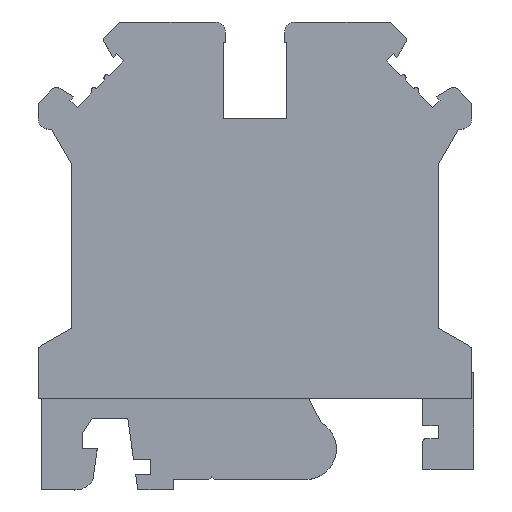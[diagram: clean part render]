
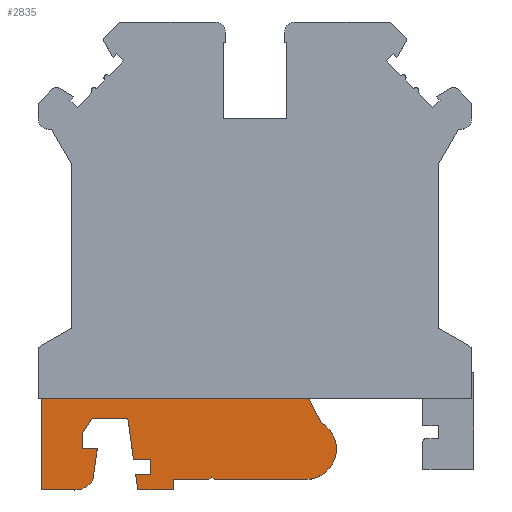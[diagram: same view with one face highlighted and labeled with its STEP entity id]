
A CAD part, top view. The second image highlights one B-rep face of the part: STEP entity #2835.
In plain terms, the highlighted planar face has unit normal (0, 0, 1).
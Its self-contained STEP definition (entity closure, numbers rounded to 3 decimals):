
#823=CARTESIAN_POINT('',(5.,-32.458,2.5));
#824=DIRECTION('',(0.,0.,1.));
#825=DIRECTION('',(0.,-1.,0.));
#826=AXIS2_PLACEMENT_3D('',#823,#824,#825);
#869=DIRECTION('',(1.,0.,0.));
#870=VECTOR('',#869,26.28);
#871=CARTESIAN_POINT('',(-21.,-27.5,2.5));
#872=LINE('',#871,#870);
#873=DIRECTION('',(0.459,-0.888,0.));
#874=VECTOR('',#873,2.656);
#875=CARTESIAN_POINT('',(5.28,-27.5,2.5));
#876=LINE('',#875,#874);
#877=DIRECTION('',(-1.,0.,0.));
#878=VECTOR('',#877,9.);
#879=CARTESIAN_POINT('',(5.,-35.458,2.5));
#880=LINE('',#879,#878);
#881=DIRECTION('',(-0.707,0.707,0.));
#882=VECTOR('',#881,0.345);
#883=CARTESIAN_POINT('',(-4.,-35.458,2.5));
#884=LINE('',#883,#882);
#885=DIRECTION('',(-0.766,-0.643,0.));
#886=VECTOR('',#885,0.379);
#887=CARTESIAN_POINT('',(-4.244,-35.214,2.5));
#888=LINE('',#887,#886);
#889=DIRECTION('',(-1.,0.,0.));
#890=VECTOR('',#889,3.482);
#891=CARTESIAN_POINT('',(-4.534,-35.458,2.5));
#892=LINE('',#891,#890);
#893=DIRECTION('',(0.,-1.,0.));
#894=VECTOR('',#893,1.);
#895=CARTESIAN_POINT('',(-8.016,-35.458,2.5));
#896=LINE('',#895,#894);
#897=DIRECTION('',(-1.,0.,0.));
#898=VECTOR('',#897,3.5);
#899=CARTESIAN_POINT('',(-8.016,-36.458,2.5));
#900=LINE('',#899,#898);
#901=DIRECTION('',(-0.139,0.99,0.));
#902=VECTOR('',#901,1.515);
#903=CARTESIAN_POINT('',(-11.516,-36.458,2.5));
#904=LINE('',#903,#902);
#905=DIRECTION('',(1.,0.,0.));
#906=VECTOR('',#905,1.5);
#907=CARTESIAN_POINT('',(-11.727,-34.958,2.5));
#908=LINE('',#907,#906);
#909=DIRECTION('',(0.,1.,0.));
#910=VECTOR('',#909,1.5);
#911=CARTESIAN_POINT('',(-10.227,-34.958,2.5));
#912=LINE('',#911,#910);
#913=DIRECTION('',(-1.,0.,0.));
#914=VECTOR('',#913,1.711);
#915=CARTESIAN_POINT('',(-10.227,-33.458,2.5));
#916=LINE('',#915,#914);
#917=DIRECTION('',(-0.139,0.99,0.));
#918=VECTOR('',#917,4.039);
#919=CARTESIAN_POINT('',(-11.938,-33.458,2.5));
#920=LINE('',#919,#918);
#921=DIRECTION('',(-1.,0.,0.));
#922=VECTOR('',#921,3.5);
#923=CARTESIAN_POINT('',(-12.5,-29.458,2.5));
#924=LINE('',#923,#922);
#925=DIRECTION('',(-0.555,-0.832,0.));
#926=VECTOR('',#925,1.803);
#927=CARTESIAN_POINT('',(-16.,-29.458,2.5));
#928=LINE('',#927,#926);
#929=DIRECTION('',(0.,-1.,0.));
#930=VECTOR('',#929,1.5);
#931=CARTESIAN_POINT('',(-17.,-30.958,2.5));
#932=LINE('',#931,#930);
#933=DIRECTION('',(1.,0.,0.));
#934=VECTOR('',#933,1.5);
#935=CARTESIAN_POINT('',(-17.,-32.458,2.5));
#936=LINE('',#935,#934);
#937=DIRECTION('',(-0.139,-0.99,0.));
#938=VECTOR('',#937,3.029);
#939=CARTESIAN_POINT('',(-15.5,-32.458,2.5));
#940=LINE('',#939,#938);
#941=CARTESIAN_POINT('',(-17.669,-34.485,2.5));
#942=DIRECTION('',(0.,0.,-1.));
#943=DIRECTION('',(0.874,-0.486,0.));
#944=AXIS2_PLACEMENT_3D('',#941,#942,#943);
#946=DIRECTION('',(-1.,0.,0.));
#947=VECTOR('',#946,3.);
#948=CARTESIAN_POINT('',(-18.,-36.458,2.5));
#949=LINE('',#948,#947);
#950=DIRECTION('',(0.,1.,0.));
#951=VECTOR('',#950,8.958);
#952=CARTESIAN_POINT('',(-21.,-36.458,2.5));
#953=LINE('',#952,#951);
#1739=CARTESIAN_POINT('',(-21.,-27.5,2.5));
#1740=CARTESIAN_POINT('',(5.28,-27.5,2.5));
#1741=VERTEX_POINT('',#1739);
#1742=VERTEX_POINT('',#1740);
#1743=CARTESIAN_POINT('',(6.5,-29.86,2.5));
#1744=VERTEX_POINT('',#1743);
#1747=CARTESIAN_POINT('',(5.,-35.458,2.5));
#1748=CARTESIAN_POINT('',(-4.,-35.458,2.5));
#1749=VERTEX_POINT('',#1747);
#1750=VERTEX_POINT('',#1748);
#1755=CARTESIAN_POINT('',(-4.244,-35.214,2.5));
#1756=VERTEX_POINT('',#1755);
#1759=CARTESIAN_POINT('',(-4.534,-35.458,2.5));
#1760=VERTEX_POINT('',#1759);
#1763=CARTESIAN_POINT('',(-8.016,-35.458,2.5));
#1764=VERTEX_POINT('',#1763);
#1767=CARTESIAN_POINT('',(-8.016,-36.458,2.5));
#1768=VERTEX_POINT('',#1767);
#1771=CARTESIAN_POINT('',(-11.516,-36.458,2.5));
#1772=VERTEX_POINT('',#1771);
#1775=CARTESIAN_POINT('',(-11.727,-34.958,2.5));
#1776=VERTEX_POINT('',#1775);
#1779=CARTESIAN_POINT('',(-10.227,-34.958,2.5));
#1780=VERTEX_POINT('',#1779);
#1783=CARTESIAN_POINT('',(-10.227,-33.458,2.5));
#1784=VERTEX_POINT('',#1783);
#1787=CARTESIAN_POINT('',(-11.938,-33.458,2.5));
#1788=VERTEX_POINT('',#1787);
#1791=CARTESIAN_POINT('',(-12.5,-29.458,2.5));
#1792=VERTEX_POINT('',#1791);
#1795=CARTESIAN_POINT('',(-16.,-29.458,2.5));
#1796=VERTEX_POINT('',#1795);
#1799=CARTESIAN_POINT('',(-17.,-30.958,2.5));
#1800=VERTEX_POINT('',#1799);
#1803=CARTESIAN_POINT('',(-17.,-32.458,2.5));
#1804=VERTEX_POINT('',#1803);
#1807=CARTESIAN_POINT('',(-15.5,-32.458,2.5));
#1808=VERTEX_POINT('',#1807);
#1811=CARTESIAN_POINT('',(-15.922,-35.458,2.5));
#1812=VERTEX_POINT('',#1811);
#1815=CARTESIAN_POINT('',(-18.,-36.458,2.5));
#1816=VERTEX_POINT('',#1815);
#1819=CARTESIAN_POINT('',(-21.,-36.458,2.5));
#1820=VERTEX_POINT('',#1819);
#2806=CARTESIAN_POINT('',(0.,0.,2.5));
#2807=DIRECTION('',(0.,0.,1.));
#2808=DIRECTION('',(1.,0.,0.));
#2809=AXIS2_PLACEMENT_3D('',#2806,#2807,#2808);
#2810=PLANE('',#2809);
#2811=ORIENTED_EDGE('',*,*,#2457,.T.);
#2812=ORIENTED_EDGE('',*,*,#2771,.T.);
#2813=ORIENTED_EDGE('',*,*,#2757,.F.);
#2814=ORIENTED_EDGE('',*,*,#2742,.T.);
#2815=ORIENTED_EDGE('',*,*,#2727,.T.);
#2816=ORIENTED_EDGE('',*,*,#2712,.T.);
#2817=ORIENTED_EDGE('',*,*,#2697,.T.);
#2818=ORIENTED_EDGE('',*,*,#2682,.T.);
#2819=ORIENTED_EDGE('',*,*,#2667,.T.);
#2820=ORIENTED_EDGE('',*,*,#2652,.T.);
#2821=ORIENTED_EDGE('',*,*,#2637,.T.);
#2822=ORIENTED_EDGE('',*,*,#2622,.T.);
#2823=ORIENTED_EDGE('',*,*,#2607,.T.);
#2824=ORIENTED_EDGE('',*,*,#2592,.T.);
#2825=ORIENTED_EDGE('',*,*,#2577,.T.);
#2826=ORIENTED_EDGE('',*,*,#2562,.T.);
#2827=ORIENTED_EDGE('',*,*,#2547,.T.);
#2828=ORIENTED_EDGE('',*,*,#2532,.T.);
#2829=ORIENTED_EDGE('',*,*,#2517,.T.);
#2830=ORIENTED_EDGE('',*,*,#2502,.T.);
#2831=ORIENTED_EDGE('',*,*,#2487,.T.);
#2832=ORIENTED_EDGE('',*,*,#2472,.T.);
#2833=EDGE_LOOP('',(#2811,#2812,#2813,#2814,#2815,#2816,#2817,#2818,#2819,#2820,
#2821,#2822,#2823,#2824,#2825,#2826,#2827,#2828,#2829,#2830,#2831,#2832));
#2834=FACE_OUTER_BOUND('',#2833,.F.);
#827=CIRCLE('',#826,3.);
#945=CIRCLE('',#944,2.);
#2457=EDGE_CURVE('',#1741,#1742,#872,.T.);
#2472=EDGE_CURVE('',#1820,#1741,#953,.T.);
#2487=EDGE_CURVE('',#1816,#1820,#949,.T.);
#2502=EDGE_CURVE('',#1812,#1816,#945,.T.);
#2517=EDGE_CURVE('',#1808,#1812,#940,.T.);
#2532=EDGE_CURVE('',#1804,#1808,#936,.T.);
#2547=EDGE_CURVE('',#1800,#1804,#932,.T.);
#2562=EDGE_CURVE('',#1796,#1800,#928,.T.);
#2577=EDGE_CURVE('',#1792,#1796,#924,.T.);
#2592=EDGE_CURVE('',#1788,#1792,#920,.T.);
#2607=EDGE_CURVE('',#1784,#1788,#916,.T.);
#2622=EDGE_CURVE('',#1780,#1784,#912,.T.);
#2637=EDGE_CURVE('',#1776,#1780,#908,.T.);
#2652=EDGE_CURVE('',#1772,#1776,#904,.T.);
#2667=EDGE_CURVE('',#1768,#1772,#900,.T.);
#2682=EDGE_CURVE('',#1764,#1768,#896,.T.);
#2697=EDGE_CURVE('',#1760,#1764,#892,.T.);
#2712=EDGE_CURVE('',#1756,#1760,#888,.T.);
#2727=EDGE_CURVE('',#1750,#1756,#884,.T.);
#2742=EDGE_CURVE('',#1749,#1750,#880,.T.);
#2757=EDGE_CURVE('',#1749,#1744,#827,.T.);
#2771=EDGE_CURVE('',#1742,#1744,#876,.T.);
#2835=ADVANCED_FACE('',(#2834),#2810,.T.);
